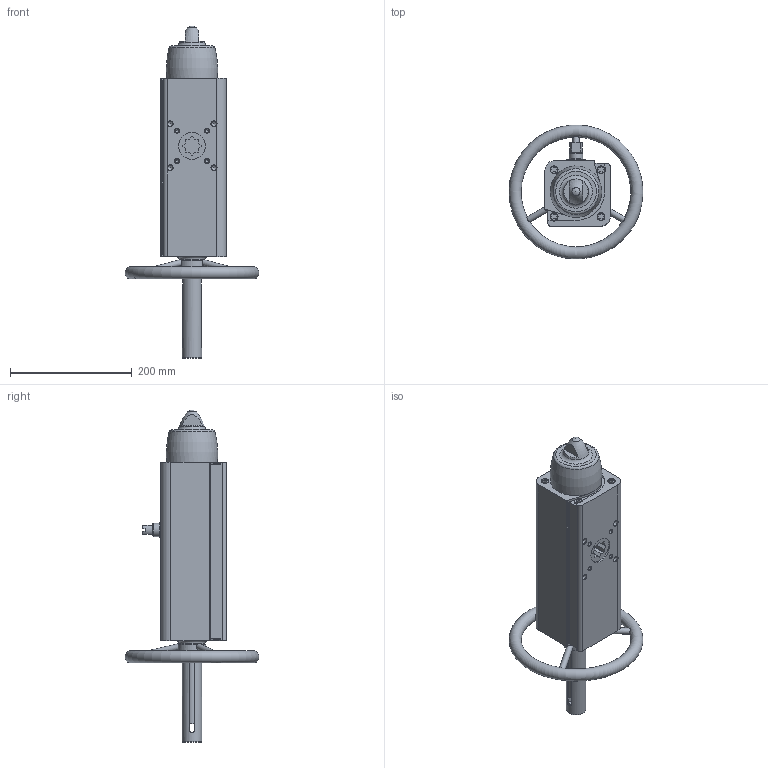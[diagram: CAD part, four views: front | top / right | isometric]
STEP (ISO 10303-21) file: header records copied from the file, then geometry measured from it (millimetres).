
FILE_DESCRIPTION(/* description */ ('STEP AP214'),/* implementation_level */ '2;1');
FILE_NAME(/* name */ '8005030_DAPS-0090-090-RS1-F0710-MW',/* time_stamp */ '2024-08-13T16:08:16+02:00',/* author */ ('License CC BY-ND 4.0'),/* organization */ ('CADENAS'),/* preprocessor_version */ 'ST-DEVELOPER v19.3',/* originating_system */ 'PARTsolutions',/* authorisation */ ' ');
FILE_SCHEMA (('AUTOMOTIVE_DESIGN {1 0 10303 214 3 1 1}'));
Length unit declared in the file: millimetre
Products named in the file (3): 8005030 DAPS-0090-090-RS1-F0710-MW---0; 8005030 DAPS-0090-090-RS1-F0710-MW---(1); 8005030 DAPS-0090-090-RS1-F0710-MW---(2)
Assembly tree (2 placements, depth 2):
  8005030 DAPS-0090-090-RS1-F0710-MW---0
    8005030 DAPS-0090-090-RS1-F0710-MW---(1)
    8005030 DAPS-0090-090-RS1-F0710-MW---(2)
Bounding box: 219.91 x 219.99 x 545.1 mm (x, y, z)
Volume: 3910350.7 mm3; surface area: 263112.7 mm2
Topology: 2 solids, 2 shells, 280 faces, 734 edges, 473 vertices
Faces by surface type: plane 152, cylinder 72, cone 41, torus 15
Full cylindrical faces by diameter (mm): 4.134 x8, 4.917 x1, 6.647 x4, 8.376 x4, 8.566 x2, 10 x3, 13 x8, 22 x1, 25.1 x1, 27 x1, 31 x2, 32 x1, 42 x1, 44 x2, 46 x1
Entity records: 7927 total; most frequent: CARTESIAN_POINT 1497, DIRECTION 1326, ORIENTED_EDGE 1172, EDGE_CURVE 586, AXIS2_PLACEMENT_3D 480, VERTEX_POINT 441, FACE_BOUND 419, EDGE_LOOP 399
